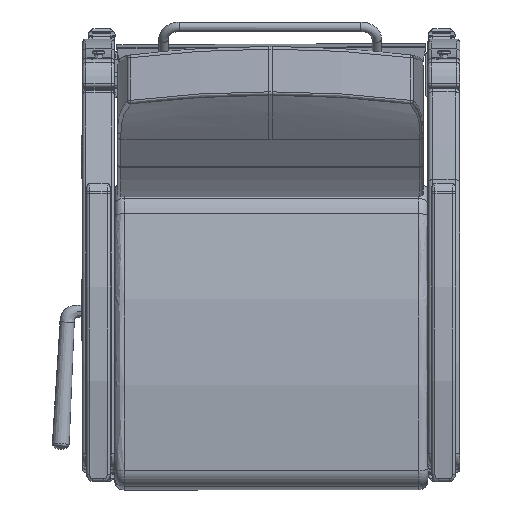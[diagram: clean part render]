
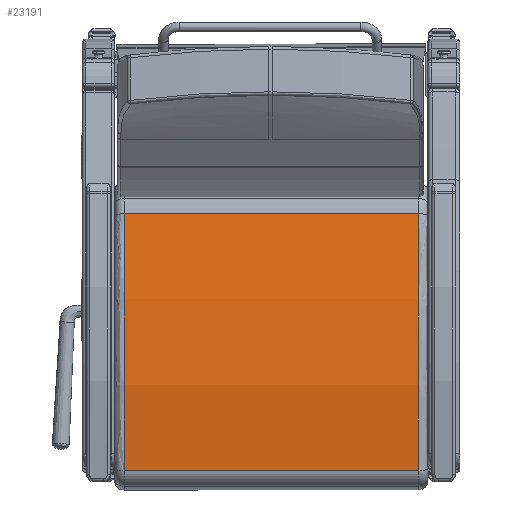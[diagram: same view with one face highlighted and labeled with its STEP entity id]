
A CAD part, front view. The second image highlights one B-rep face of the part: STEP entity #23191.
In plain terms, the highlighted free-form (B-spline) face has degree [1, 2] with [2, 3] control points.
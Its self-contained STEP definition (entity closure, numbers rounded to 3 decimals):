
#764=(
BOUNDED_SURFACE()
B_SPLINE_SURFACE(1,2,((#35422,#35423,#35424),(#35425,#35426,#35427)),
 .UNSPECIFIED.,.F.,.F.,.F.)
B_SPLINE_SURFACE_WITH_KNOTS((2,2),(3,3),(-0.193,0.193),
(1.362,1.699),.UNSPECIFIED.)
GEOMETRIC_REPRESENTATION_ITEM()
RATIONAL_B_SPLINE_SURFACE(((1.,0.986,1.),(1.,0.986,
1.)))
REPRESENTATION_ITEM('')
SURFACE()
);
#1386=ELLIPSE('',#24983,60.054,60.);
#1396=ELLIPSE('',#25011,60.054,60.);
#2448=FACE_OUTER_BOUND('',#3860,.T.);
#3860=EDGE_LOOP('',(#16134,#16135,#16136,#16137));
#5430=LINE('',#35420,#7035);
#5431=LINE('',#35429,#7036);
#7035=VECTOR('',#27975,0.394);
#7036=VECTOR('',#27978,0.394);
#10025=VERTEX_POINT('',#35212);
#10026=VERTEX_POINT('',#35213);
#10051=VERTEX_POINT('',#35419);
#10052=VERTEX_POINT('',#35428);
#12456=EDGE_CURVE('',#10025,#10026,#1386,.T.);
#12494=EDGE_CURVE('',#10026,#10051,#5430,.T.);
#12496=EDGE_CURVE('',#10025,#10052,#5431,.T.);
#12497=EDGE_CURVE('',#10051,#10052,#1396,.T.);
#16134=ORIENTED_EDGE('',*,*,#12456,.F.);
#16135=ORIENTED_EDGE('',*,*,#12496,.T.);
#16136=ORIENTED_EDGE('',*,*,#12497,.F.);
#16137=ORIENTED_EDGE('',*,*,#12494,.F.);
#23191=ADVANCED_FACE('',(#2448),#764,.F.);
#24983=AXIS2_PLACEMENT_3D('',#35214,#27907,#27908);
#25011=AXIS2_PLACEMENT_3D('',#35430,#27979,#27980);
#27907=DIRECTION('center_axis',(0.,0.,-1.));
#27908=DIRECTION('ref_axis',(1.,0.,0.));
#27975=DIRECTION('',(0.,0.,1.));
#27978=DIRECTION('',(0.,0.,1.));
#27979=DIRECTION('center_axis',(0.,0.,1.));
#27980=DIRECTION('ref_axis',(1.,0.,0.));
#35212=CARTESIAN_POINT('',(-10.045,1.256,-11.563));
#35213=CARTESIAN_POINT('',(10.111,0.445,-11.563));
#35214=CARTESIAN_POINT('Origin',(-2.35,-58.249,-11.563));
#35419=CARTESIAN_POINT('',(10.111,0.445,11.563));
#35420=CARTESIAN_POINT('',(10.111,0.445,0.));
#35422=CARTESIAN_POINT('Ctrl Pts',(10.111,0.445,-11.563));
#35423=CARTESIAN_POINT('Ctrl Pts',(0.103,2.566,-11.563));
#35424=CARTESIAN_POINT('Ctrl Pts',(-10.045,1.256,-11.563));
#35425=CARTESIAN_POINT('Ctrl Pts',(10.111,0.445,11.563));
#35426=CARTESIAN_POINT('Ctrl Pts',(0.103,2.566,11.563));
#35427=CARTESIAN_POINT('Ctrl Pts',(-10.045,1.256,11.563));
#35428=CARTESIAN_POINT('',(-10.045,1.256,11.563));
#35429=CARTESIAN_POINT('',(-10.045,1.256,0.));
#35430=CARTESIAN_POINT('Origin',(-2.35,-58.249,11.563));
